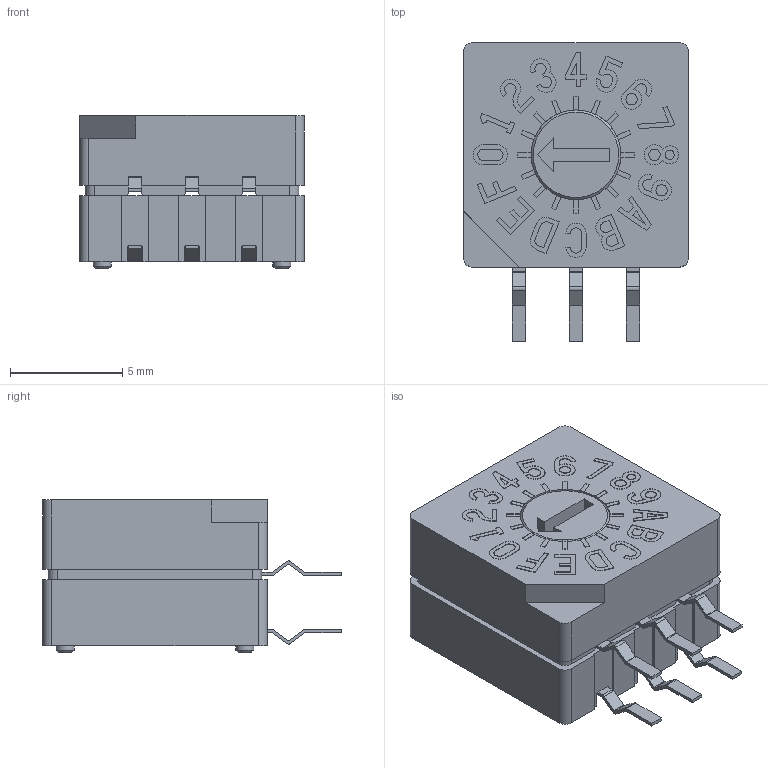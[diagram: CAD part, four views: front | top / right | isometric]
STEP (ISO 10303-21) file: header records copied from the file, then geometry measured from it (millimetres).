
FILE_DESCRIPTION(/* description */ ('STEP AP203'),/* implementation_level */ '2;1');
FILE_NAME(/* name */ 'SD-1011',/* time_stamp */ '2023-03-29T14:57:03+02:00',/* author */ ('License CC BY-ND 4.0'),/* organization */ ('CADENAS'),/* preprocessor_version */ 'ST-DEVELOPER v19.3',/* originating_system */ 'PARTsolutions',/* authorisation */ ' ');
FILE_SCHEMA (('CONFIG_CONTROL_DESIGN'));
Length unit declared in the file: millimetre
Products named in the file (3): SD-1011; SD-1_di; SD-1011_b
Assembly tree (2 placements, depth 2):
  SD-1011
    SD-1_di
    SD-1011_b
Bounding box: 10 x 13.3 x 6.82 mm (x, y, z)
Volume: 628.7 mm3; surface area: 658.1 mm2
Topology: 2 solids, 2 shells, 475 faces, 1310 edges, 871 vertices
Faces by surface type: plane 360, cylinder 110, cone 5
Full cylindrical faces by diameter (mm): 0.4 x1, 0.5 x3, 0.8 x4, 4 x2
Entity records: 18248 total; most frequent: CARTESIAN_POINT 2634, ORIENTED_EDGE 2580, DIRECTION 2502, EDGE_CURVE 1290, LINE 1034, VECTOR 1034, VERTEX_POINT 866, AXIS2_PLACEMENT_3D 734
